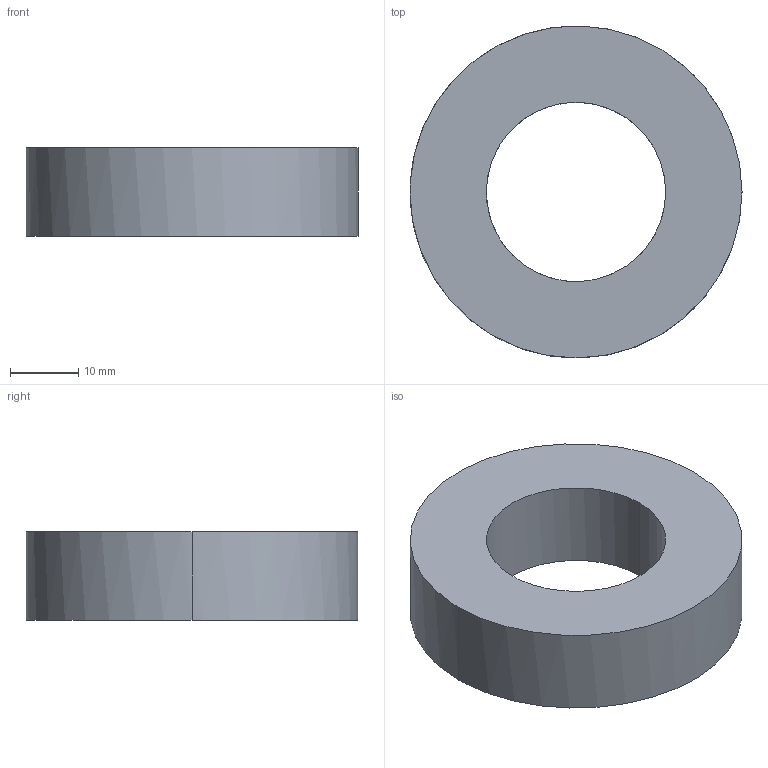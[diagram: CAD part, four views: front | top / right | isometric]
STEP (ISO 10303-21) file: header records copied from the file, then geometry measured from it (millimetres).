
FILE_DESCRIPTION(('CAx-IF Rec.Pracs.---Model Styling and Organization---1.2---2011-12-15','CAx-IF Rec.Pracs.---Geometric and Assembly Validation Properties---4.1---2014-06-16','CAx-IF Rec.Pracs.---PMI Polyline Presentation---2.0---2013-05-24'),'2;1');
FILE_NAME('YOLOOO.stp','2021-01-14T20:44:19+01:00',(' '),(' '),'HyperWorksVersion-2019.1.2-HWDesktop','3D_Kernel_IO2019 Sp1 by CT CoreTechnologie',' ');
FILE_SCHEMA(('AUTOMOTIVE_DESIGN { 1 0 10303 214 1 1 1 1 }'));
Length unit declared in the file: millimetre
Products named in the file (1): Model
Bounding box: 48.5 x 48.5 x 13 mm (x, y, z)
Volume: 17043.4 mm3; surface area: 5671.7 mm2
Topology: 1 solids, 1 shells, 6 faces, 18 edges, 14 vertices
Faces by surface type: bspline 4, plane 2
Entity records: 316 total; most frequent: CARTESIAN_POINT 73, DIRECTION 38, ORIENTED_EDGE 32, AXIS2_PLACEMENT_3D 17, EDGE_CURVE 16, CIRCLE 14, VERTEX_POINT 12, EDGE_LOOP 8
